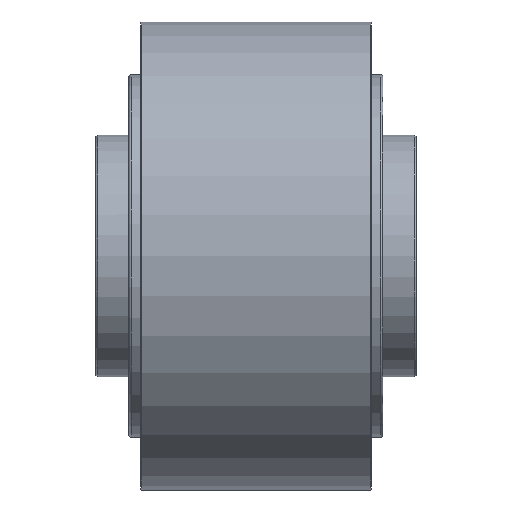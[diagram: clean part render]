
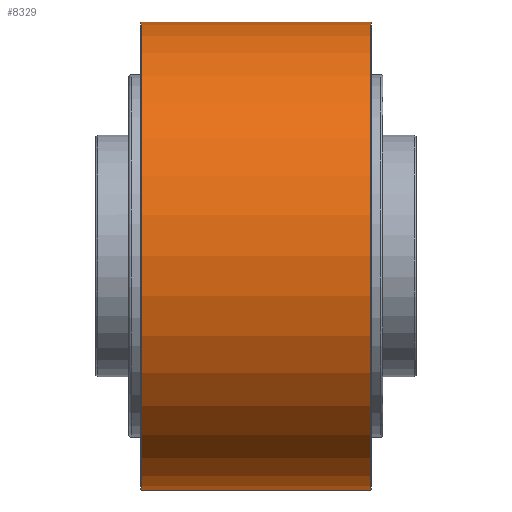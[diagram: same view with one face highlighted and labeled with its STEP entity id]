
A CAD part, top view. The second image highlights one B-rep face of the part: STEP entity #8329.
In plain terms, the highlighted cylindrical face has radius 155 mm (diameter 310 mm), a partial arc.
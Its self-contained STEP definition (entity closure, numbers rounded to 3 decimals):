
#7041=CARTESIAN_POINT('',(-76.,0.,0.));
#7042=DIRECTION('',(1.,0.,0.));
#7043=DIRECTION('',(0.,1.,0.));
#7044=AXIS2_PLACEMENT_3D('',#7041,#7042,#7043);
#7176=DIRECTION('',(-1.,0.,0.));
#7177=VECTOR('',#7176,152.);
#7178=CARTESIAN_POINT('',(76.,155.,0.));
#7179=LINE('',#7178,#7177);
#7180=DIRECTION('',(-1.,0.,0.));
#7181=VECTOR('',#7180,152.);
#7182=CARTESIAN_POINT('',(76.,-155.,0.));
#7183=LINE('',#7182,#7181);
#7189=CARTESIAN_POINT('',(76.,0.,0.));
#7190=DIRECTION('',(-1.,0.,0.));
#7191=DIRECTION('',(0.,-1.,0.));
#7192=AXIS2_PLACEMENT_3D('',#7189,#7190,#7191);
#7956=CARTESIAN_POINT('',(-76.,-155.,0.));
#7957=CARTESIAN_POINT('',(-76.,155.,0.));
#7958=VERTEX_POINT('',#7956);
#7959=VERTEX_POINT('',#7957);
#8012=CARTESIAN_POINT('',(76.,-155.,0.));
#8013=VERTEX_POINT('',#8012);
#8014=CARTESIAN_POINT('',(76.,155.,0.));
#8015=VERTEX_POINT('',#8014);
#8317=CARTESIAN_POINT('',(-76.,0.,0.));
#8318=DIRECTION('',(1.,0.,0.));
#8319=DIRECTION('',(0.,-1.,0.));
#8320=AXIS2_PLACEMENT_3D('',#8317,#8318,#8319);
#8321=CYLINDRICAL_SURFACE('',#8320,155.);
#8322=ORIENTED_EDGE('',*,*,#8219,.F.);
#8323=ORIENTED_EDGE('',*,*,#8312,.F.);
#8325=ORIENTED_EDGE('',*,*,#8324,.F.);
#8326=ORIENTED_EDGE('',*,*,#8308,.T.);
#8327=EDGE_LOOP('',(#8322,#8323,#8325,#8326));
#8328=FACE_OUTER_BOUND('',#8327,.F.);
#7045=CIRCLE('',#7044,155.);
#7193=CIRCLE('',#7192,155.);
#8219=EDGE_CURVE('',#7959,#7958,#7045,.T.);
#8308=EDGE_CURVE('',#8013,#7958,#7183,.T.);
#8312=EDGE_CURVE('',#8015,#7959,#7179,.T.);
#8324=EDGE_CURVE('',#8013,#8015,#7193,.T.);
#8329=ADVANCED_FACE('',(#8328),#8321,.T.);
